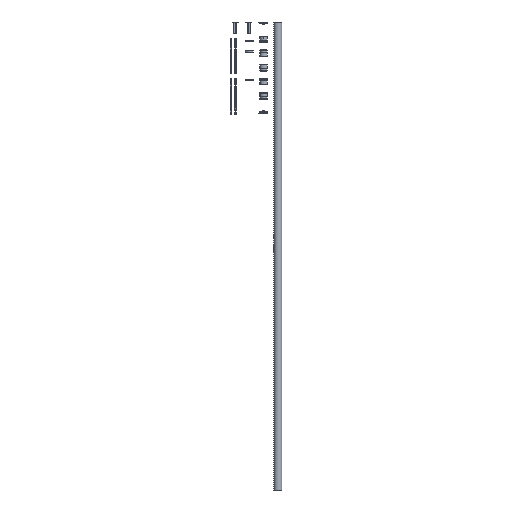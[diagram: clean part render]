
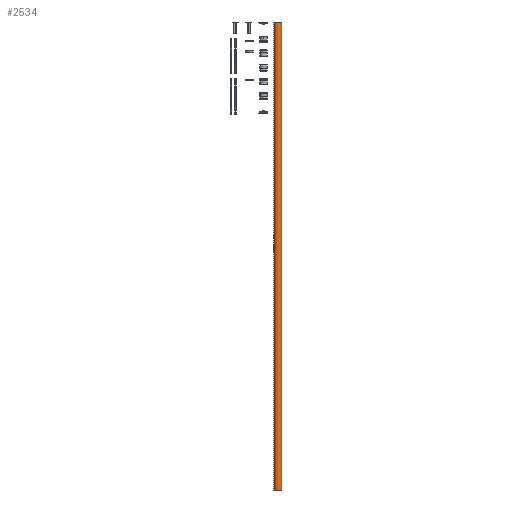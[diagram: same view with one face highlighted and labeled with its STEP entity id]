
A CAD part, front view. The second image highlights one B-rep face of the part: STEP entity #2534.
In plain terms, the highlighted cylindrical face has radius 17 mm (diameter 34 mm), a partial arc.
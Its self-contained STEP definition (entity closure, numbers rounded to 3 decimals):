
#110 = AXIS2_PLACEMENT_3D ( 'NONE', #1379, #3988, #6641 ) ;
#240 = VERTEX_POINT ( 'NONE', #1592 ) ;
#1071 = CYLINDRICAL_SURFACE ( 'NONE', #2161, 17. ) ;
#1371 = ORIENTED_EDGE ( 'NONE', *, *, #2528, .T. ) ;
#1379 = CARTESIAN_POINT ( 'NONE',  ( 0., 0., 1980. ) ) ;
#1592 = CARTESIAN_POINT ( 'NONE',  ( 17., 0., 0. ) ) ;
#1756 = CARTESIAN_POINT ( 'NONE',  ( 17., 0., 1980. ) ) ;
#1791 = DIRECTION ( 'NONE',  ( -1., 0., 0. ) ) ;
#1820 = ORIENTED_EDGE ( 'NONE', *, *, #3941, .F. ) ;
#2161 = AXIS2_PLACEMENT_3D ( 'NONE', #3671, #5603, #1791 ) ;
#2346 = CARTESIAN_POINT ( 'NONE',  ( 0., 0., 0. ) ) ;
#2528 = EDGE_CURVE ( 'NONE', #6448, #240, #3115, .T. ) ;
#2534 = ADVANCED_FACE ( 'NONE', ( #5647 ), #1071, .T. ) ;
#2721 = EDGE_LOOP ( 'NONE', ( #6743, #1820, #7711, #1371 ) ) ;
#3115 = CIRCLE ( 'NONE', #5042, 17. ) ;
#3671 = CARTESIAN_POINT ( 'NONE',  ( 0., 0., 1980. ) ) ;
#3683 = CARTESIAN_POINT ( 'NONE',  ( 17., 0., 1980. ) ) ;
#3750 = EDGE_CURVE ( 'NONE', #6972, #240, #4977, .T. ) ;
#3941 = EDGE_CURVE ( 'NONE', #5332, #6972, #6382, .T. ) ;
#3948 = CARTESIAN_POINT ( 'NONE',  ( -17., 0., 0. ) ) ;
#3988 = DIRECTION ( 'NONE',  ( 0., 0., 1. ) ) ;
#4362 = DIRECTION ( 'NONE',  ( 1., 0., 0. ) ) ;
#4743 = LINE ( 'NONE', #7358, #6876 ) ;
#4977 = LINE ( 'NONE', #3683, #6657 ) ;
#5042 = AXIS2_PLACEMENT_3D ( 'NONE', #2346, #6296, #4362 ) ;
#5332 = VERTEX_POINT ( 'NONE', #7713 ) ;
#5603 = DIRECTION ( 'NONE',  ( 0., 0., -1. ) ) ;
#5647 = FACE_OUTER_BOUND ( 'NONE', #2721, .T. ) ;
#6296 = DIRECTION ( 'NONE',  ( 0., 0., 1. ) ) ;
#6305 = DIRECTION ( 'NONE',  ( 0., 0., -1. ) ) ;
#6382 = CIRCLE ( 'NONE', #110, 17. ) ;
#6448 = VERTEX_POINT ( 'NONE', #3948 ) ;
#6641 = DIRECTION ( 'NONE',  ( 1., 0., 0. ) ) ;
#6657 = VECTOR ( 'NONE', #6305, 1000. ) ;
#6743 = ORIENTED_EDGE ( 'NONE', *, *, #3750, .F. ) ;
#6765 = DIRECTION ( 'NONE',  ( 0., 0., -1. ) ) ;
#6876 = VECTOR ( 'NONE', #6765, 1000. ) ;
#6972 = VERTEX_POINT ( 'NONE', #1756 ) ;
#7358 = CARTESIAN_POINT ( 'NONE',  ( -17., 0., 1980. ) ) ;
#7711 = ORIENTED_EDGE ( 'NONE', *, *, #7986, .T. ) ;
#7713 = CARTESIAN_POINT ( 'NONE',  ( -17., 0., 1980. ) ) ;
#7986 = EDGE_CURVE ( 'NONE', #5332, #6448, #4743, .T. ) ;
